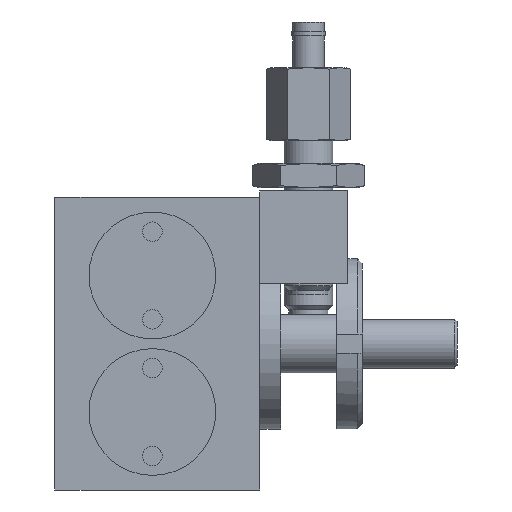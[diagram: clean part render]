
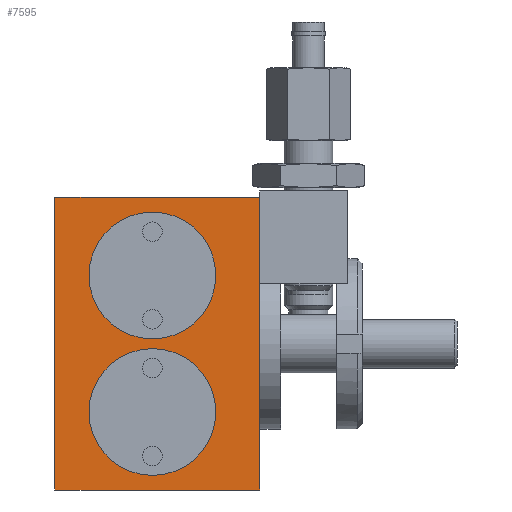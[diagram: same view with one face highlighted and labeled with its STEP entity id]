
A CAD part, left-side view. The second image highlights one B-rep face of the part: STEP entity #7595.
In plain terms, the highlighted face is planar.
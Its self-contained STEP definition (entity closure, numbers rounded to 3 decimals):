
#2831=CARTESIAN_POINT('',(45.0,20.0,-1.0));
#2832=VERTEX_POINT('',#2831);
#2833=CARTESIAN_POINT('',(45.0,20.0,-14.));
#2834=DIRECTION('',(-1.0,0.0,0.0));
#2835=DIRECTION('',(0.0,0.0,-1.0));
#2836=AXIS2_PLACEMENT_3D('',#2833,#2834,#2835);
#2837=CIRCLE('',#2836,13.0);
#2838=EDGE_CURVE('',#2832,#2832,#2837,.T.);
#2859=CARTESIAN_POINT('',(45.0,20.0,27.0));
#2860=VERTEX_POINT('',#2859);
#2861=CARTESIAN_POINT('',(45.0,20.0,14.));
#2862=DIRECTION('',(-1.0,0.0,0.0));
#2863=DIRECTION('',(0.0,0.0,-1.0));
#2864=AXIS2_PLACEMENT_3D('',#2861,#2862,#2863);
#2865=CIRCLE('',#2864,13.0);
#2866=EDGE_CURVE('',#2860,#2860,#2865,.T.);
#5551=CARTESIAN_POINT('',(45.0,42.0,30.0));
#5552=VERTEX_POINT('',#5551);
#5559=CARTESIAN_POINT('',(45.0,42.0,-30.0));
#5560=VERTEX_POINT('',#5559);
#5561=CARTESIAN_POINT('',(45.0,42.0,30.0));
#5562=DIRECTION('',(0.0,0.0,-1.0));
#5563=VECTOR('',#5562,60.0);
#5564=LINE('',#5561,#5563);
#5565=EDGE_CURVE('',#5552,#5560,#5564,.T.);
#5863=CARTESIAN_POINT('',(45.0,0.0,30.0));
#5864=VERTEX_POINT('',#5863);
#5871=CARTESIAN_POINT('',(45.0,0.0,30.0));
#5872=DIRECTION('',(0.0,1.0,0.0));
#5873=VECTOR('',#5872,42.0);
#5874=LINE('',#5871,#5873);
#5875=EDGE_CURVE('',#5864,#5552,#5874,.T.);
#7566=CARTESIAN_POINT('',(45.0,0.0,30.0));
#7567=DIRECTION('',(1.0,0.0,0.0));
#7568=DIRECTION('',(0.0,0.0,-1.0));
#7569=AXIS2_PLACEMENT_3D('',#7566,#7567,#7568);
#7570=PLANE('',#7569);
#7571=CARTESIAN_POINT('',(45.0,0.0,-30.0));
#7572=VERTEX_POINT('',#7571);
#7573=CARTESIAN_POINT('',(45.0,0.0,-30.0));
#7574=DIRECTION('',(0.0,1.0,0.0));
#7575=VECTOR('',#7574,42.0);
#7576=LINE('',#7573,#7575);
#7577=EDGE_CURVE('',#7572,#5560,#7576,.T.);
#7578=ORIENTED_EDGE('',*,*,#7577,.T.);
#7579=ORIENTED_EDGE('',*,*,#5565,.F.);
#7580=ORIENTED_EDGE('',*,*,#5875,.F.);
#7581=CARTESIAN_POINT('',(45.0,0.0,30.0));
#7582=DIRECTION('',(0.0,0.0,-1.0));
#7583=VECTOR('',#7582,60.0);
#7584=LINE('',#7581,#7583);
#7585=EDGE_CURVE('',#5864,#7572,#7584,.T.);
#7586=ORIENTED_EDGE('',*,*,#7585,.T.);
#7587=EDGE_LOOP('',(#7578,#7579,#7580,#7586));
#7588=FACE_OUTER_BOUND('',#7587,.T.);
#7589=ORIENTED_EDGE('',*,*,#2838,.T.);
#7590=EDGE_LOOP('',(#7589));
#7591=FACE_BOUND('',#7590,.T.);
#7592=ORIENTED_EDGE('',*,*,#2866,.T.);
#7593=EDGE_LOOP('',(#7592));
#7594=FACE_BOUND('',#7593,.T.);
#7595=ADVANCED_FACE('',(#7588,#7591,#7594),#7570,.T.);
